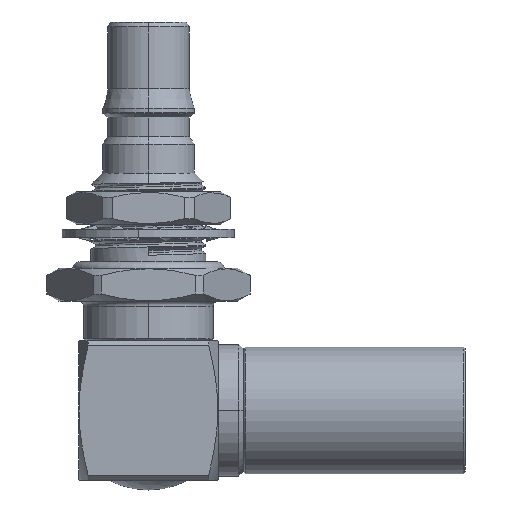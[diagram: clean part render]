
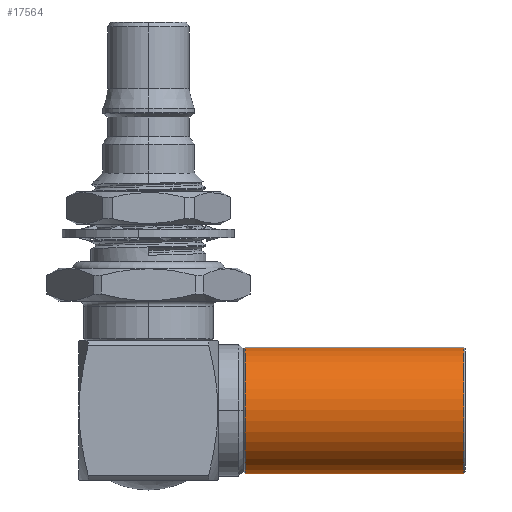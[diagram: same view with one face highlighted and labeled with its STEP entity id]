
A CAD part, left-side view. The second image highlights one B-rep face of the part: STEP entity #17564.
In plain terms, the highlighted cylindrical face has radius 3.85 mm (diameter 7.7 mm), a partial arc.
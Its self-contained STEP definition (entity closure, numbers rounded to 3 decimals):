
#1391 = DIRECTION ( 'NONE',  ( 0., -1., 0. ) ) ;
#1706 = LINE ( 'NONE', #17982, #16042 ) ;
#2285 = EDGE_CURVE ( 'NONE', #11908, #13602, #8596, .T. ) ;
#4132 = CARTESIAN_POINT ( 'NONE',  ( 0.669, -5.9, -27.441 ) ) ;
#4217 = DIRECTION ( 'NONE',  ( -0.174, 0., 0.985 ) ) ;
#4280 = DIRECTION ( 'NONE',  ( 0., -1., 0. ) ) ;
#4343 = CARTESIAN_POINT ( 'NONE',  ( 0., -5.9, -23.65 ) ) ;
#4442 = AXIS2_PLACEMENT_3D ( 'NONE', #12919, #4635, #14328 ) ;
#4635 = DIRECTION ( 'NONE',  ( 0., 1., 0. ) ) ;
#5077 = CIRCLE ( 'NONE', #4442, 3.85 ) ;
#5292 = EDGE_CURVE ( 'NONE', #13602, #14650, #5712, .T. ) ;
#5712 = LINE ( 'NONE', #13221, #12633 ) ;
#6204 = EDGE_LOOP ( 'NONE', ( #9192, #6255, #13559, #13668 ) ) ;
#6255 = ORIENTED_EDGE ( 'NONE', *, *, #5292, .T. ) ;
#7709 = AXIS2_PLACEMENT_3D ( 'NONE', #8927, #14438, #10315 ) ;
#8596 = CIRCLE ( 'NONE', #16419, 3.85 ) ;
#8927 = CARTESIAN_POINT ( 'NONE',  ( 0., -19.897, -23.65 ) ) ;
#9192 = ORIENTED_EDGE ( 'NONE', *, *, #2285, .T. ) ;
#9583 = CARTESIAN_POINT ( 'NONE',  ( -0.669, -19.2, -19.859 ) ) ;
#10315 = DIRECTION ( 'NONE',  ( -0.174, 0., 0.985 ) ) ;
#10419 = CARTESIAN_POINT ( 'NONE',  ( -0.669, -5.9, -19.859 ) ) ;
#11908 = VERTEX_POINT ( 'NONE', #10419 ) ;
#12633 = VECTOR ( 'NONE', #14621, 1000. ) ;
#12919 = CARTESIAN_POINT ( 'NONE',  ( 0., -19.2, -23.65 ) ) ;
#13221 = CARTESIAN_POINT ( 'NONE',  ( 0.669, -19.897, -27.441 ) ) ;
#13511 = VERTEX_POINT ( 'NONE', #9583 ) ;
#13559 = ORIENTED_EDGE ( 'NONE', *, *, #15803, .T. ) ;
#13602 = VERTEX_POINT ( 'NONE', #4132 ) ;
#13633 = EDGE_CURVE ( 'NONE', #11908, #13511, #1706, .T. ) ;
#13668 = ORIENTED_EDGE ( 'NONE', *, *, #13633, .F. ) ;
#14328 = DIRECTION ( 'NONE',  ( 0.174, 0., -0.985 ) ) ;
#14438 = DIRECTION ( 'NONE',  ( 0., -1., 0. ) ) ;
#14621 = DIRECTION ( 'NONE',  ( 0., -1., 0. ) ) ;
#14650 = VERTEX_POINT ( 'NONE', #15269 ) ;
#15015 = CYLINDRICAL_SURFACE ( 'NONE', #7709, 3.85 ) ;
#15269 = CARTESIAN_POINT ( 'NONE',  ( 0.669, -19.2, -27.441 ) ) ;
#15472 = FACE_OUTER_BOUND ( 'NONE', #6204, .T. ) ;
#15803 = EDGE_CURVE ( 'NONE', #14650, #13511, #5077, .T. ) ;
#16042 = VECTOR ( 'NONE', #1391, 1000. ) ;
#16419 = AXIS2_PLACEMENT_3D ( 'NONE', #4343, #4280, #4217 ) ;
#17564 = ADVANCED_FACE ( 'NONE', ( #15472 ), #15015, .T. ) ;
#17982 = CARTESIAN_POINT ( 'NONE',  ( -0.669, -19.897, -19.859 ) ) ;
